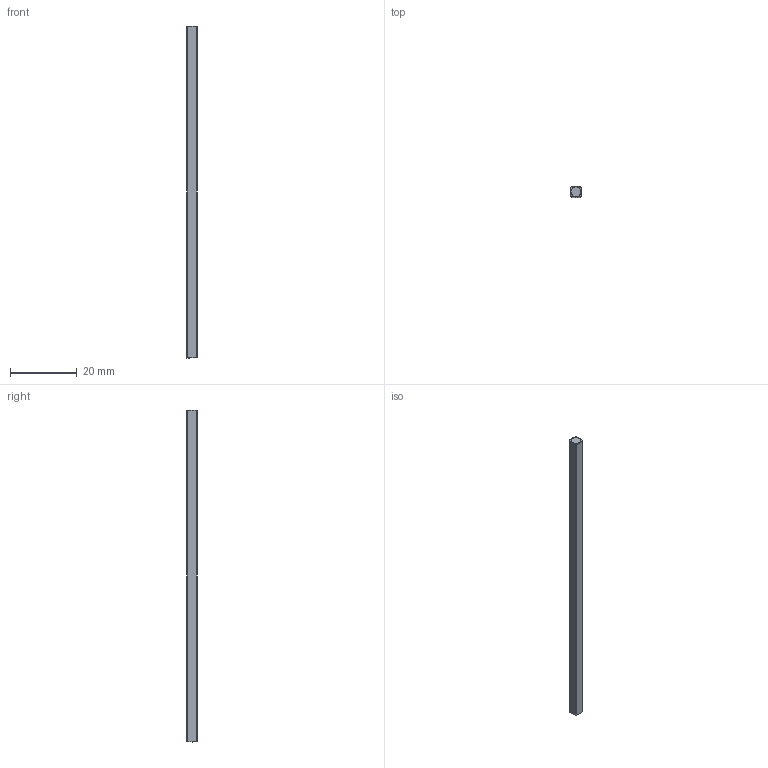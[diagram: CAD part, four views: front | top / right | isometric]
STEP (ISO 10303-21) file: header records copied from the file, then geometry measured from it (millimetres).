
FILE_DESCRIPTION((''),'2;1');
FILE_NAME('228-2500-124 Rev2.stp','2014-01-15T17:16:22',('jessica_knerr'),(''),'Autodesk Inventor 2013','Autodesk Inventor 2013','');
FILE_SCHEMA(('AUTOMOTIVE_DESIGN { 1 0 10303 214 1 1 1 1 }'));
Length unit declared in the file: inch
Products named in the file (1): 228-2500-124 Rev2
Bounding box: 3.21 x 3.25 x 99.82 mm (x, y, z)
Volume: 987.5 mm3; surface area: 1212.5 mm2
Topology: 1 solids, 1 shells, 12 faces, 30 edges, 20 vertices
Faces by surface type: plane 6, cylinder 4, torus 2
Entity records: 396 total; most frequent: CARTESIAN_POINT 105, DIRECTION 54, ORIENTED_EDGE 52, EDGE_CURVE 26, AXIS2_PLACEMENT_3D 23, VERTEX_POINT 18, EDGE_LOOP 14, FACE_OUTER_BOUND 12
